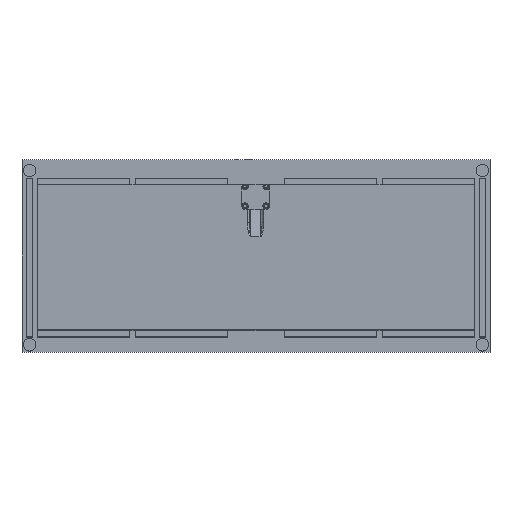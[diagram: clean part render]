
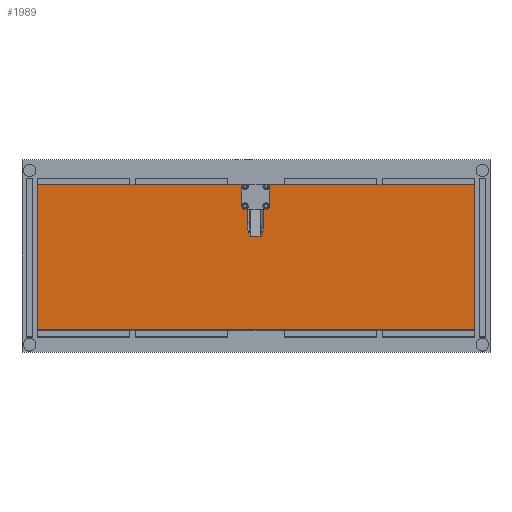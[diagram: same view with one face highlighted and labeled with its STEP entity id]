
A CAD part, top view. The second image highlights one B-rep face of the part: STEP entity #1989.
In plain terms, the highlighted planar face has unit normal (0, -0.035, 0.999).
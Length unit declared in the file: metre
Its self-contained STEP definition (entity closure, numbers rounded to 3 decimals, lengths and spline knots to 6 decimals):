
#68=ELLIPSE('',#2145,0.008928,0.002);
#69=ELLIPSE('',#2146,0.008928,0.002);
#155=LINE('',#3076,#356);
#156=LINE('',#3081,#357);
#157=LINE('',#3085,#358);
#158=LINE('',#3087,#359);
#159=LINE('',#3091,#360);
#160=LINE('',#3095,#361);
#161=LINE('',#3097,#362);
#162=LINE('',#3099,#363);
#163=LINE('',#3101,#364);
#164=LINE('',#3103,#365);
#165=LINE('',#3107,#366);
#166=LINE('',#3111,#367);
#356=VECTOR('',#2448,1.);
#357=VECTOR('',#2451,1.);
#358=VECTOR('',#2454,1.);
#359=VECTOR('',#2455,1.);
#360=VECTOR('',#2458,1.);
#361=VECTOR('',#2461,1.);
#362=VECTOR('',#2462,1.);
#363=VECTOR('',#2463,1.);
#364=VECTOR('',#2464,1.);
#365=VECTOR('',#2465,1.);
#366=VECTOR('',#2468,1.);
#367=VECTOR('',#2471,1.);
#596=ORIENTED_EDGE('',*,*,#1139,.T.);
#597=ORIENTED_EDGE('',*,*,#1140,.T.);
#598=ORIENTED_EDGE('',*,*,#1141,.T.);
#599=ORIENTED_EDGE('',*,*,#1142,.T.);
#600=ORIENTED_EDGE('',*,*,#1143,.T.);
#601=ORIENTED_EDGE('',*,*,#1144,.F.);
#602=ORIENTED_EDGE('',*,*,#1145,.T.);
#603=ORIENTED_EDGE('',*,*,#1146,.T.);
#604=ORIENTED_EDGE('',*,*,#1147,.T.);
#605=ORIENTED_EDGE('',*,*,#1148,.F.);
#606=ORIENTED_EDGE('',*,*,#1149,.F.);
#607=ORIENTED_EDGE('',*,*,#1150,.T.);
#608=ORIENTED_EDGE('',*,*,#1151,.T.);
#609=ORIENTED_EDGE('',*,*,#1152,.F.);
#610=ORIENTED_EDGE('',*,*,#1153,.T.);
#611=ORIENTED_EDGE('',*,*,#1154,.F.);
#612=ORIENTED_EDGE('',*,*,#1155,.T.);
#613=ORIENTED_EDGE('',*,*,#1156,.F.);
#1139=EDGE_CURVE('',#1407,#1408,#155,.T.);
#1140=EDGE_CURVE('',#1408,#1409,#68,.T.);
#1141=EDGE_CURVE('',#1409,#1410,#156,.T.);
#1142=EDGE_CURVE('',#1410,#1411,#69,.T.);
#1143=EDGE_CURVE('',#1411,#1412,#157,.F.);
#1144=EDGE_CURVE('',#1413,#1412,#158,.T.);
#1145=EDGE_CURVE('',#1413,#1414,#1532,.T.);
#1146=EDGE_CURVE('',#1414,#1415,#159,.T.);
#1147=EDGE_CURVE('',#1415,#1416,#1533,.T.);
#1148=EDGE_CURVE('',#1417,#1416,#160,.T.);
#1149=EDGE_CURVE('',#1418,#1417,#161,.T.);
#1150=EDGE_CURVE('',#1418,#1419,#162,.T.);
#1151=EDGE_CURVE('',#1419,#1420,#163,.T.);
#1152=EDGE_CURVE('',#1421,#1420,#164,.T.);
#1153=EDGE_CURVE('',#1421,#1422,#1534,.T.);
#1154=EDGE_CURVE('',#1423,#1422,#165,.T.);
#1155=EDGE_CURVE('',#1423,#1424,#1535,.T.);
#1156=EDGE_CURVE('',#1407,#1424,#166,.T.);
#1407=VERTEX_POINT('',#3077);
#1408=VERTEX_POINT('',#3078);
#1409=VERTEX_POINT('',#3080);
#1410=VERTEX_POINT('',#3082);
#1411=VERTEX_POINT('',#3084);
#1412=VERTEX_POINT('',#3086);
#1413=VERTEX_POINT('',#3088);
#1414=VERTEX_POINT('',#3090);
#1415=VERTEX_POINT('',#3092);
#1416=VERTEX_POINT('',#3094);
#1417=VERTEX_POINT('',#3096);
#1418=VERTEX_POINT('',#3098);
#1419=VERTEX_POINT('',#3100);
#1420=VERTEX_POINT('',#3102);
#1421=VERTEX_POINT('',#3104);
#1422=VERTEX_POINT('',#3106);
#1423=VERTEX_POINT('',#3108);
#1424=VERTEX_POINT('',#3110);
#1532=CIRCLE('',#2147,0.002);
#1533=CIRCLE('',#2148,0.002);
#1534=CIRCLE('',#2149,0.002);
#1535=CIRCLE('',#2150,0.002);
#1598=EDGE_LOOP('',(#596,#597,#598,#599,#600,#601,#602,#603,#604,#605,#606,
#607,#608,#609,#610,#611,#612,#613));
#1758=FACE_BOUND('',#1598,.T.);
#1905=PLANE('',#2144);
#1989=ADVANCED_FACE('',(#1758),#1905,.F.);
#2144=AXIS2_PLACEMENT_3D('',#3075,#2446,#2447);
#2145=AXIS2_PLACEMENT_3D('',#3079,#2449,#2450);
#2146=AXIS2_PLACEMENT_3D('',#3083,#2452,#2453);
#2147=AXIS2_PLACEMENT_3D('',#3089,#2456,#2457);
#2148=AXIS2_PLACEMENT_3D('',#3093,#2459,#2460);
#2149=AXIS2_PLACEMENT_3D('',#3105,#2466,#2467);
#2150=AXIS2_PLACEMENT_3D('',#3109,#2469,#2470);
#2446=DIRECTION('',(0.,0.035,-0.999));
#2447=DIRECTION('',(-1.,0.,0.));
#2448=DIRECTION('',(0.,-0.999,-0.035));
#2449=DIRECTION('',(0.,0.035,-0.999));
#2450=DIRECTION('',(0.,0.999,0.035));
#2451=DIRECTION('',(-1.,0.,0.));
#2452=DIRECTION('',(0.,0.035,-0.999));
#2453=DIRECTION('',(0.,0.999,0.035));
#2454=DIRECTION('',(0.,-0.999,-0.035));
#2455=DIRECTION('',(1.,0.,0.));
#2456=DIRECTION('',(0.,0.035,-0.999));
#2457=DIRECTION('',(0.,0.999,0.035));
#2458=DIRECTION('',(0.,0.999,0.035));
#2459=DIRECTION('',(0.,0.035,-0.999));
#2460=DIRECTION('',(0.,0.999,0.035));
#2461=DIRECTION('',(1.,0.,0.));
#2462=DIRECTION('',(0.,0.999,0.035));
#2463=DIRECTION('',(1.,0.,0.));
#2464=DIRECTION('',(0.,0.999,0.035));
#2465=DIRECTION('',(1.,0.,0.));
#2466=DIRECTION('',(0.,0.035,-0.999));
#2467=DIRECTION('',(0.,0.999,0.035));
#2468=DIRECTION('',(0.,0.999,0.035));
#2469=DIRECTION('',(0.,0.035,-0.999));
#2470=DIRECTION('',(0.,0.999,0.035));
#2471=DIRECTION('',(1.,0.,0.));
#3075=CARTESIAN_POINT('',(-0.153077,-0.000108,-0.003337));
#3076=CARTESIAN_POINT('',(0.004987,0.013508,-0.002861));
#3077=CARTESIAN_POINT('',(0.004987,0.030899,-0.002254));
#3078=CARTESIAN_POINT('',(0.004987,0.022316,-0.002554));
#3079=CARTESIAN_POINT('',(0.002987,0.022316,-0.002554));
#3080=CARTESIAN_POINT('',(0.002669,0.013508,-0.002861));
#3081=CARTESIAN_POINT('',(-0.000262,0.013508,-0.002861));
#3082=CARTESIAN_POINT('',(-0.003192,0.013508,-0.002861));
#3083=CARTESIAN_POINT('',(-0.00351,0.022316,-0.002554));
#3084=CARTESIAN_POINT('',(-0.00551,0.022316,-0.002554));
#3085=CARTESIAN_POINT('',(-0.00551,-0.000108,-0.003337));
#3086=CARTESIAN_POINT('',(-0.00551,0.030899,-0.002254));
#3087=CARTESIAN_POINT('',(-0.000262,0.030899,-0.002254));
#3088=CARTESIAN_POINT('',(-0.007262,0.030899,-0.002254));
#3089=CARTESIAN_POINT('',(-0.007262,0.032897,-0.002184));
#3090=CARTESIAN_POINT('',(-0.009262,0.032897,-0.002184));
#3091=CARTESIAN_POINT('',(-0.009262,0.039293,-0.001961));
#3092=CARTESIAN_POINT('',(-0.009262,0.04569,-0.001737));
#3093=CARTESIAN_POINT('',(-0.007262,0.04569,-0.001737));
#3094=CARTESIAN_POINT('',(-0.007262,0.047688,-0.001668));
#3095=CARTESIAN_POINT('',(0.080775,0.047688,-0.001668));
#3096=CARTESIAN_POINT('',(-0.143075,0.047688,-0.001668));
#3097=CARTESIAN_POINT('',(-0.143075,-0.026104,-0.004244));
#3098=CARTESIAN_POINT('',(-0.143075,-0.047903,-0.005006));
#3099=CARTESIAN_POINT('',(-0.080775,-0.047903,-0.005006));
#3100=CARTESIAN_POINT('',(0.143075,-0.047903,-0.005006));
#3101=CARTESIAN_POINT('',(0.143075,-0.000108,-0.003337));
#3102=CARTESIAN_POINT('',(0.143075,0.047688,-0.001668));
#3103=CARTESIAN_POINT('',(0.080775,0.047688,-0.001668));
#3104=CARTESIAN_POINT('',(0.006738,0.047688,-0.001668));
#3105=CARTESIAN_POINT('',(0.006738,0.04569,-0.001737));
#3106=CARTESIAN_POINT('',(0.008738,0.04569,-0.001737));
#3107=CARTESIAN_POINT('',(0.008738,0.039293,-0.001961));
#3108=CARTESIAN_POINT('',(0.008738,0.032897,-0.002184));
#3109=CARTESIAN_POINT('',(0.006738,0.032897,-0.002184));
#3110=CARTESIAN_POINT('',(0.006738,0.030899,-0.002254));
#3111=CARTESIAN_POINT('',(-0.000262,0.030899,-0.002254));
